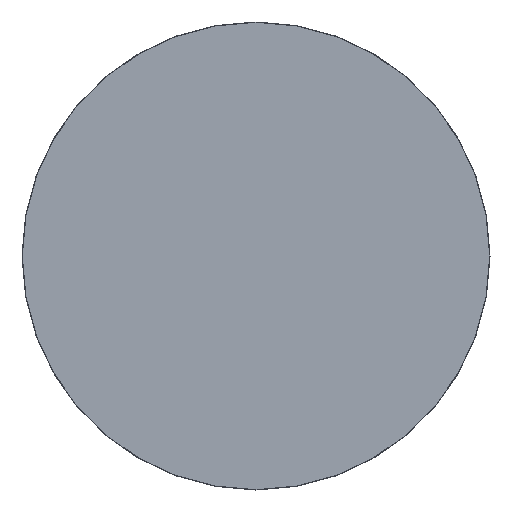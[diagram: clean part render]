
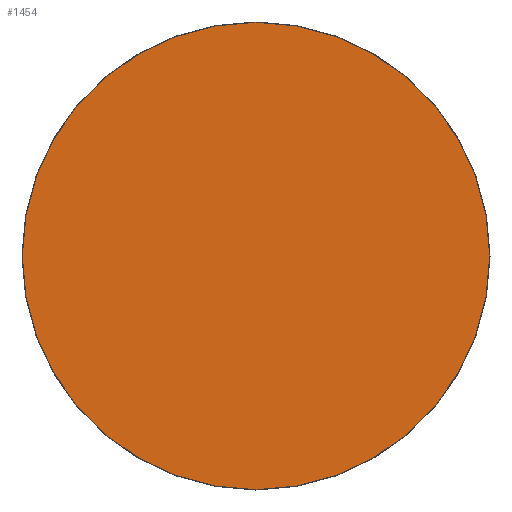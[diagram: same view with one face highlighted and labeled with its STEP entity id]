
A CAD part, front view. The second image highlights one B-rep face of the part: STEP entity #1454.
In plain terms, the highlighted planar face has unit normal (0, -1, 0).
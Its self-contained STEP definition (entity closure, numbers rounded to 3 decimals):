
#101=PLANE('',#1639);
#301=FACE_OUTER_BOUND('',#416,.T.);
#416=EDGE_LOOP('',(#1349));
#487=CIRCLE('',#1637,139.524);
#785=VERTEX_POINT('',#6731);
#972=EDGE_CURVE('',#785,#785,#487,.T.);
#1349=ORIENTED_EDGE('',*,*,#972,.T.);
#1454=ADVANCED_FACE('',(#301),#101,.T.);
#1637=AXIS2_PLACEMENT_3D('',#6732,#2033,#2034);
#1639=AXIS2_PLACEMENT_3D('',#6734,#2037,#2038);
#2033=DIRECTION('center_axis',(0.,-1.,0.));
#2034=DIRECTION('ref_axis',(1.,0.,0.));
#2037=DIRECTION('center_axis',(0.,-1.,0.));
#2038=DIRECTION('ref_axis',(0.,0.,-1.));
#6731=CARTESIAN_POINT('',(-110.446,31.261,345.114));
#6732=CARTESIAN_POINT('Origin',(-110.446,31.261,205.59));
#6734=CARTESIAN_POINT('Origin',(-110.446,31.261,205.59));
